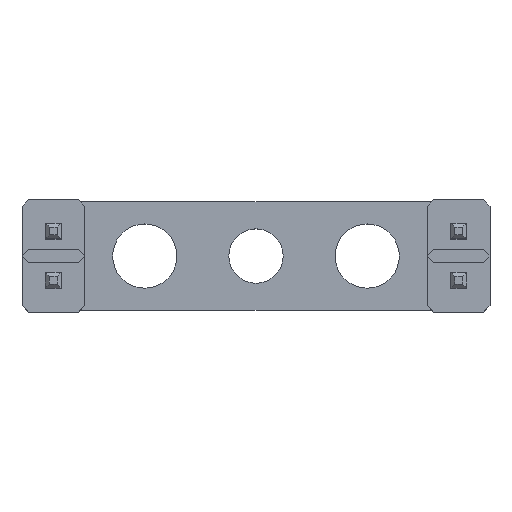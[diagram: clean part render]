
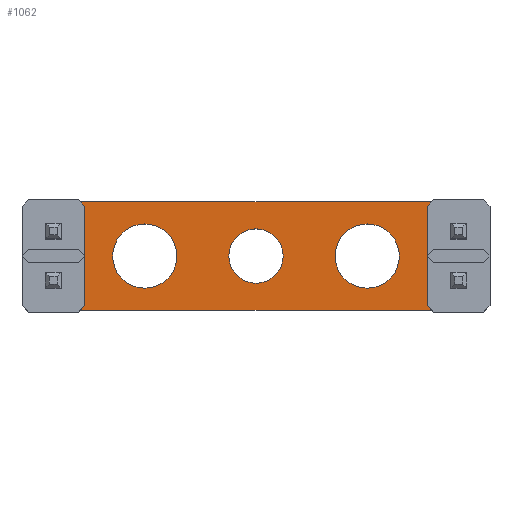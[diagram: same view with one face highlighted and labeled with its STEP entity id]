
A CAD part, top view. The second image highlights one B-rep face of the part: STEP entity #1062.
In plain terms, the highlighted planar face has unit normal (0, 0, 1).
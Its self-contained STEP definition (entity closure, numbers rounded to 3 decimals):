
#873 = VERTEX_POINT('',#874);
#874 = CARTESIAN_POINT('',(9.2,-2.2,1.6));
#880 = EDGE_CURVE('',#873,#881,#883,.T.);
#881 = VERTEX_POINT('',#882);
#882 = CARTESIAN_POINT('',(-9.2,-2.2,1.6));
#883 = LINE('',#884,#885);
#884 = CARTESIAN_POINT('',(9.2,-2.2,1.6));
#885 = VECTOR('',#886,1.);
#886 = DIRECTION('',(-1.,0.,0.));
#913 = VERTEX_POINT('',#914);
#914 = CARTESIAN_POINT('',(9.2,2.2,1.6));
#920 = EDGE_CURVE('',#913,#873,#921,.T.);
#921 = LINE('',#922,#923);
#922 = CARTESIAN_POINT('',(9.2,2.2,1.6));
#923 = VECTOR('',#924,1.);
#924 = DIRECTION('',(0.,-1.,0.));
#942 = EDGE_CURVE('',#881,#943,#945,.T.);
#943 = VERTEX_POINT('',#944);
#944 = CARTESIAN_POINT('',(-9.2,2.2,1.6));
#945 = LINE('',#946,#947);
#946 = CARTESIAN_POINT('',(-9.2,-2.2,1.6));
#947 = VECTOR('',#948,1.);
#948 = DIRECTION('',(0.,1.,0.));
#1062 = ADVANCED_FACE('',(#1063,#1074,#1085,#1096,#1107,#1118,#1129,
    #1140),#1151,.F.);
#1063 = FACE_BOUND('',#1064,.F.);
#1064 = EDGE_LOOP('',(#1065,#1066,#1067,#1073));
#1065 = ORIENTED_EDGE('',*,*,#880,.T.);
#1066 = ORIENTED_EDGE('',*,*,#942,.T.);
#1067 = ORIENTED_EDGE('',*,*,#1068,.T.);
#1068 = EDGE_CURVE('',#943,#913,#1069,.T.);
#1069 = LINE('',#1070,#1071);
#1070 = CARTESIAN_POINT('',(-9.2,2.2,1.6));
#1071 = VECTOR('',#1072,1.);
#1072 = DIRECTION('',(1.,0.,0.));
#1073 = ORIENTED_EDGE('',*,*,#920,.T.);
#1074 = FACE_BOUND('',#1075,.F.);
#1075 = EDGE_LOOP('',(#1076));
#1076 = ORIENTED_EDGE('',*,*,#1077,.F.);
#1077 = EDGE_CURVE('',#1078,#1078,#1080,.T.);
#1078 = VERTEX_POINT('',#1079);
#1079 = CARTESIAN_POINT('',(8.2,-1.5,1.6));
#1080 = CIRCLE('',#1081,0.5);
#1081 = AXIS2_PLACEMENT_3D('',#1082,#1083,#1084);
#1082 = CARTESIAN_POINT('',(8.2,-1.,1.6));
#1083 = DIRECTION('',(-0.,0.,-1.));
#1084 = DIRECTION('',(-0.,-1.,0.));
#1085 = FACE_BOUND('',#1086,.F.);
#1086 = EDGE_LOOP('',(#1087));
#1087 = ORIENTED_EDGE('',*,*,#1088,.F.);
#1088 = EDGE_CURVE('',#1089,#1089,#1091,.T.);
#1089 = VERTEX_POINT('',#1090);
#1090 = CARTESIAN_POINT('',(-8.2,-1.5,1.6));
#1091 = CIRCLE('',#1092,0.5);
#1092 = AXIS2_PLACEMENT_3D('',#1093,#1094,#1095);
#1093 = CARTESIAN_POINT('',(-8.2,-1.,1.6));
#1094 = DIRECTION('',(-0.,0.,-1.));
#1095 = DIRECTION('',(-0.,-1.,0.));
#1096 = FACE_BOUND('',#1097,.F.);
#1097 = EDGE_LOOP('',(#1098));
#1098 = ORIENTED_EDGE('',*,*,#1099,.F.);
#1099 = EDGE_CURVE('',#1100,#1100,#1102,.T.);
#1100 = VERTEX_POINT('',#1101);
#1101 = CARTESIAN_POINT('',(-4.5,-1.3,1.6));
#1102 = CIRCLE('',#1103,1.3);
#1103 = AXIS2_PLACEMENT_3D('',#1104,#1105,#1106);
#1104 = CARTESIAN_POINT('',(-4.5,0.,1.6));
#1105 = DIRECTION('',(-0.,0.,-1.));
#1106 = DIRECTION('',(-0.,-1.,0.));
#1107 = FACE_BOUND('',#1108,.F.);
#1108 = EDGE_LOOP('',(#1109));
#1109 = ORIENTED_EDGE('',*,*,#1110,.F.);
#1110 = EDGE_CURVE('',#1111,#1111,#1113,.T.);
#1111 = VERTEX_POINT('',#1112);
#1112 = CARTESIAN_POINT('',(4.5,-1.3,1.6));
#1113 = CIRCLE('',#1114,1.3);
#1114 = AXIS2_PLACEMENT_3D('',#1115,#1116,#1117);
#1115 = CARTESIAN_POINT('',(4.5,0.,1.6));
#1116 = DIRECTION('',(-0.,0.,-1.));
#1117 = DIRECTION('',(-0.,-1.,0.));
#1118 = FACE_BOUND('',#1119,.F.);
#1119 = EDGE_LOOP('',(#1120));
#1120 = ORIENTED_EDGE('',*,*,#1121,.F.);
#1121 = EDGE_CURVE('',#1122,#1122,#1124,.T.);
#1122 = VERTEX_POINT('',#1123);
#1123 = CARTESIAN_POINT('',(8.2,0.5,1.6));
#1124 = CIRCLE('',#1125,0.5);
#1125 = AXIS2_PLACEMENT_3D('',#1126,#1127,#1128);
#1126 = CARTESIAN_POINT('',(8.2,1.,1.6));
#1127 = DIRECTION('',(-0.,0.,-1.));
#1128 = DIRECTION('',(-0.,-1.,0.));
#1129 = FACE_BOUND('',#1130,.F.);
#1130 = EDGE_LOOP('',(#1131));
#1131 = ORIENTED_EDGE('',*,*,#1132,.F.);
#1132 = EDGE_CURVE('',#1133,#1133,#1135,.T.);
#1133 = VERTEX_POINT('',#1134);
#1134 = CARTESIAN_POINT('',(0.,-1.1,1.6));
#1135 = CIRCLE('',#1136,1.1);
#1136 = AXIS2_PLACEMENT_3D('',#1137,#1138,#1139);
#1137 = CARTESIAN_POINT('',(0.,0.,1.6));
#1138 = DIRECTION('',(-0.,0.,-1.));
#1139 = DIRECTION('',(0.,-1.,-0.));
#1140 = FACE_BOUND('',#1141,.F.);
#1141 = EDGE_LOOP('',(#1142));
#1142 = ORIENTED_EDGE('',*,*,#1143,.F.);
#1143 = EDGE_CURVE('',#1144,#1144,#1146,.T.);
#1144 = VERTEX_POINT('',#1145);
#1145 = CARTESIAN_POINT('',(-8.2,0.5,1.6));
#1146 = CIRCLE('',#1147,0.5);
#1147 = AXIS2_PLACEMENT_3D('',#1148,#1149,#1150);
#1148 = CARTESIAN_POINT('',(-8.2,1.,1.6));
#1149 = DIRECTION('',(-0.,0.,-1.));
#1150 = DIRECTION('',(-0.,-1.,0.));
#1151 = PLANE('',#1152);
#1152 = AXIS2_PLACEMENT_3D('',#1153,#1154,#1155);
#1153 = CARTESIAN_POINT('',(0.,0.,1.6));
#1154 = DIRECTION('',(-0.,-0.,-1.));
#1155 = DIRECTION('',(-1.,0.,0.));
